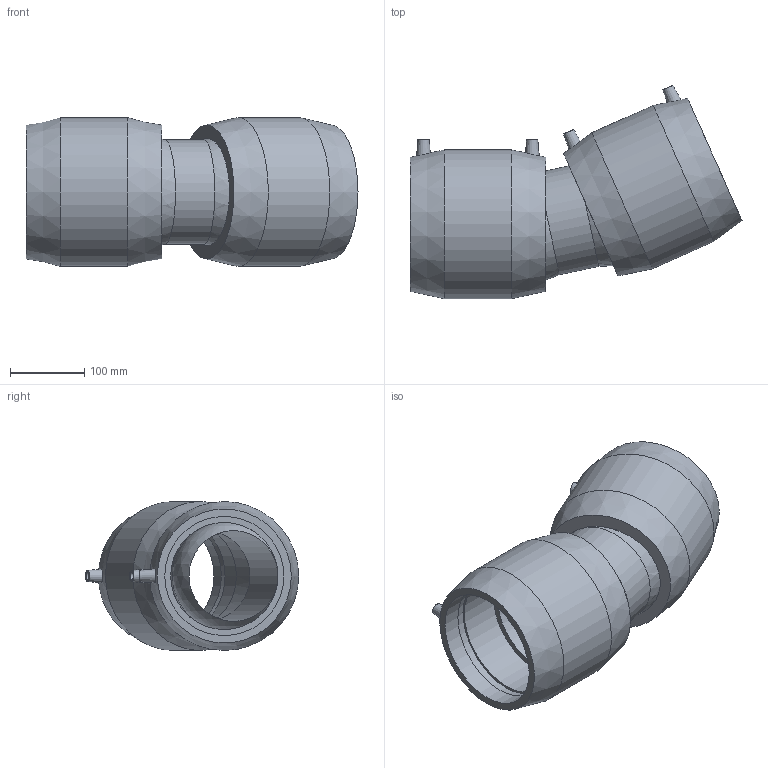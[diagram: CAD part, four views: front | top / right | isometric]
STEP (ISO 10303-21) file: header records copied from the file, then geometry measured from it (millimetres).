
FILE_DESCRIPTION(/* description */ ('PLASSON ADJUSTABLE ELBOW 160'),/* implementation_level */ '2;1');
FILE_NAME(/* name */ '4947C4160.ipt.stp',/* time_stamp */ '2017-11-06T09:17:48+02:00',/* author */ ('KIM'),/* organization */ (''),/* preprocessor_version */ 'ST-DEVELOPER v15.6',/* originating_system */ 'Autodesk Inventor 2015',/* authorisation */ '');
FILE_SCHEMA (('AUTOMOTIVE_DESIGN { 1 0 10303 214 3 1 1 }'));
Length unit declared in the file: millimetre
Products named in the file (1): 4947C4160
Bounding box: 446.04 x 286.8 x 200 mm (x, y, z)
Volume: 4895558.5 mm3; surface area: 554660.2 mm2
Topology: 1 solids, 1 shells, 50 faces, 102 edges, 66 vertices
Faces by surface type: plane 20, cylinder 18, cone 10, sphere 2
Full cylindrical faces by diameter (mm): 4 x4, 10 x4, 122.058 x1, 140.138 x1, 144 x2, 160 x4, 200 x2
Entity records: 1390 total; most frequent: CARTESIAN_POINT 489, DIRECTION 198, ORIENTED_EDGE 112, EDGE_LOOP 100, AXIS2_PLACEMENT_3D 99, EDGE_CURVE 56, VERTEX_POINT 52, FACE_BOUND 50
